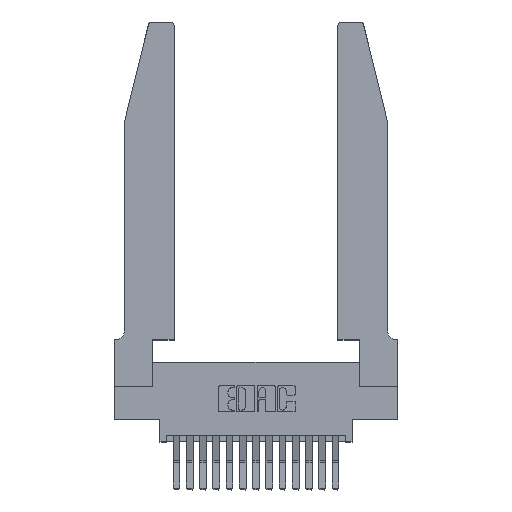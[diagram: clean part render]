
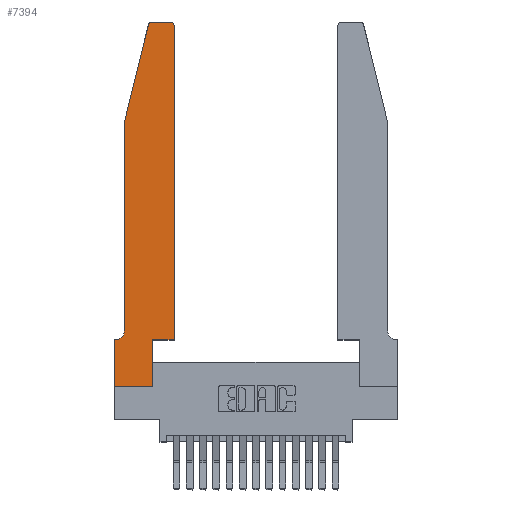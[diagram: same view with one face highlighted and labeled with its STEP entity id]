
A CAD part, top view. The second image highlights one B-rep face of the part: STEP entity #7394.
In plain terms, the highlighted planar face has unit normal (0, 0, 1).
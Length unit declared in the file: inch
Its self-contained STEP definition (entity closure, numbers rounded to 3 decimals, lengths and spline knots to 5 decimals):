
#215 = ORIENTED_EDGE ( 'NONE', *, *, #7335, .T. ) ;
#356 = DIRECTION ( 'NONE',  ( 1., 0., 0. ) ) ;
#384 = LINE ( 'NONE', #3045, #11836 ) ;
#631 = EDGE_CURVE ( 'NONE', #16189, #8694, #1184, .T. ) ;
#774 = VECTOR ( 'NONE', #15057, 39.37008 ) ;
#883 = CARTESIAN_POINT ( 'NONE',  ( 0.2865, 0., 0.37 ) ) ;
#1035 = VERTEX_POINT ( 'NONE', #14923 ) ;
#1106 = ORIENTED_EDGE ( 'NONE', *, *, #2089, .T. ) ;
#1184 = CIRCLE ( 'NONE', #14779, 0.07 ) ;
#1552 = DIRECTION ( 'NONE',  ( 0., 0., 1. ) ) ;
#1571 = LINE ( 'NONE', #8971, #11572 ) ;
#1823 = CARTESIAN_POINT ( 'NONE',  ( 0.0755, 2., 0.37 ) ) ;
#2089 = EDGE_CURVE ( 'NONE', #17819, #10430, #384, .T. ) ;
#2197 = LINE ( 'NONE', #4617, #5832 ) ;
#3045 = CARTESIAN_POINT ( 'NONE',  ( 0.0755, 2., 0.37 ) ) ;
#3395 = VECTOR ( 'NONE', #9934, 39.37008 ) ;
#3764 = EDGE_CURVE ( 'NONE', #17479, #11139, #1571, .T. ) ;
#3865 = AXIS2_PLACEMENT_3D ( 'NONE', #13251, #4541, #14702 ) ;
#3900 = CARTESIAN_POINT ( 'NONE',  ( 0., 0.35, 0.37 ) ) ;
#4035 = CARTESIAN_POINT ( 'NONE',  ( 0., 0., 0.37 ) ) ;
#4061 = ORIENTED_EDGE ( 'NONE', *, *, #14941, .T. ) ;
#4367 = LINE ( 'NONE', #17110, #3395 ) ;
#4525 = ORIENTED_EDGE ( 'NONE', *, *, #9877, .T. ) ;
#4541 = DIRECTION ( 'NONE',  ( 0., 0., 1. ) ) ;
#4617 = CARTESIAN_POINT ( 'NONE',  ( 0.4505, 0.35, 0.37 ) ) ;
#4945 = CIRCLE ( 'NONE', #5999, 0.03 ) ;
#5183 = DIRECTION ( 'NONE',  ( -1., 0., 0. ) ) ;
#5733 = DIRECTION ( 'NONE',  ( -1., 0., 0. ) ) ;
#5832 = VECTOR ( 'NONE', #19013, 39.37008 ) ;
#5935 = EDGE_LOOP ( 'NONE', ( #15835, #215, #1106, #6203, #11156, #13481, #4061, #14364, #18716, #10358, #10379, #4525 ) ) ;
#5999 = AXIS2_PLACEMENT_3D ( 'NONE', #18050, #9436, #356 ) ;
#6203 = ORIENTED_EDGE ( 'NONE', *, *, #14175, .T. ) ;
#6415 = CARTESIAN_POINT ( 'NONE',  ( 0.0755, 2., 0.37 ) ) ;
#6675 = CARTESIAN_POINT ( 'NONE',  ( 0.0055, 0.35, 0.37 ) ) ;
#6788 = CARTESIAN_POINT ( 'NONE',  ( 0.0055, 0.42, 0.37 ) ) ;
#6965 = CARTESIAN_POINT ( 'NONE',  ( 0.4505, 0.35, 0.37 ) ) ;
#7136 = CARTESIAN_POINT ( 'NONE',  ( 0.284, 2.75, 0.37 ) ) ;
#7335 = EDGE_CURVE ( 'NONE', #10170, #17819, #9635, .T. ) ;
#7394 = ADVANCED_FACE ( 'NONE', ( #15465 ), #19074, .T. ) ;
#7826 = EDGE_CURVE ( 'NONE', #8694, #12562, #8271, .T. ) ;
#7895 = AXIS2_PLACEMENT_3D ( 'NONE', #9054, #1552, #11919 ) ;
#8271 = LINE ( 'NONE', #10432, #12043 ) ;
#8342 = VECTOR ( 'NONE', #14088, 39.37008 ) ;
#8615 = VERTEX_POINT ( 'NONE', #16573 ) ;
#8694 = VERTEX_POINT ( 'NONE', #6675 ) ;
#8833 = LINE ( 'NONE', #13581, #13548 ) ;
#8971 = CARTESIAN_POINT ( 'NONE',  ( 0., 0., 0.37 ) ) ;
#9054 = CARTESIAN_POINT ( 'NONE',  ( 0., 0.35, 0.37 ) ) ;
#9436 = DIRECTION ( 'NONE',  ( 0., 0., 1. ) ) ;
#9458 = LINE ( 'NONE', #14352, #13254 ) ;
#9635 = CIRCLE ( 'NONE', #3865, 0.03 ) ;
#9877 = EDGE_CURVE ( 'NONE', #8615, #13343, #4945, .T. ) ;
#9934 = DIRECTION ( 'NONE',  ( 0., 1., 0. ) ) ;
#10170 = VERTEX_POINT ( 'NONE', #7136 ) ;
#10358 = ORIENTED_EDGE ( 'NONE', *, *, #11700, .T. ) ;
#10379 = ORIENTED_EDGE ( 'NONE', *, *, #16712, .T. ) ;
#10430 = VERTEX_POINT ( 'NONE', #6415 ) ;
#10432 = CARTESIAN_POINT ( 'NONE',  ( 0.0755, 0.35, 0.37 ) ) ;
#11139 = VERTEX_POINT ( 'NONE', #883 ) ;
#11156 = ORIENTED_EDGE ( 'NONE', *, *, #631, .T. ) ;
#11572 = VECTOR ( 'NONE', #18308, 39.37008 ) ;
#11700 = EDGE_CURVE ( 'NONE', #1035, #18121, #13031, .T. ) ;
#11701 = CARTESIAN_POINT ( 'NONE',  ( 0.4205, 2.75, 0.37 ) ) ;
#11745 = EDGE_CURVE ( 'NONE', #11139, #1035, #4367, .T. ) ;
#11836 = VECTOR ( 'NONE', #14998, 39.37008 ) ;
#11919 = DIRECTION ( 'NONE',  ( 1., 0., 0. ) ) ;
#12043 = VECTOR ( 'NONE', #18995, 39.37008 ) ;
#12562 = VERTEX_POINT ( 'NONE', #3900 ) ;
#13031 = LINE ( 'NONE', #6965, #8342 ) ;
#13251 = CARTESIAN_POINT ( 'NONE',  ( 0.284, 2.72, 0.37 ) ) ;
#13254 = VECTOR ( 'NONE', #5733, 39.37008 ) ;
#13343 = VERTEX_POINT ( 'NONE', #11701 ) ;
#13481 = ORIENTED_EDGE ( 'NONE', *, *, #7826, .T. ) ;
#13548 = VECTOR ( 'NONE', #15014, 39.37008 ) ;
#13581 = CARTESIAN_POINT ( 'NONE',  ( 0., 0., 0.37 ) ) ;
#14088 = DIRECTION ( 'NONE',  ( 1., 0., 0. ) ) ;
#14175 = EDGE_CURVE ( 'NONE', #10430, #16189, #16485, .T. ) ;
#14352 = CARTESIAN_POINT ( 'NONE',  ( 0.2605, 2.75, 0.37 ) ) ;
#14364 = ORIENTED_EDGE ( 'NONE', *, *, #3764, .T. ) ;
#14702 = DIRECTION ( 'NONE',  ( 1., 0., 0. ) ) ;
#14779 = AXIS2_PLACEMENT_3D ( 'NONE', #6788, #16805, #5183 ) ;
#14923 = CARTESIAN_POINT ( 'NONE',  ( 0.2865, 0.35, 0.37 ) ) ;
#14941 = EDGE_CURVE ( 'NONE', #12562, #17479, #8833, .T. ) ;
#14998 = DIRECTION ( 'NONE',  ( -0.239, -0.971, 0. ) ) ;
#15014 = DIRECTION ( 'NONE',  ( 0., -1., 0. ) ) ;
#15057 = DIRECTION ( 'NONE',  ( 0., -1., 0. ) ) ;
#15465 = FACE_OUTER_BOUND ( 'NONE', #5935, .T. ) ;
#15804 = CARTESIAN_POINT ( 'NONE',  ( 0.0755, 0.42, 0.37 ) ) ;
#15835 = ORIENTED_EDGE ( 'NONE', *, *, #16527, .T. ) ;
#16189 = VERTEX_POINT ( 'NONE', #15804 ) ;
#16422 = CARTESIAN_POINT ( 'NONE',  ( 0.4505, 0.35, 0.37 ) ) ;
#16485 = LINE ( 'NONE', #1823, #774 ) ;
#16527 = EDGE_CURVE ( 'NONE', #13343, #10170, #9458, .T. ) ;
#16573 = CARTESIAN_POINT ( 'NONE',  ( 0.4505, 2.72, 0.37 ) ) ;
#16712 = EDGE_CURVE ( 'NONE', #18121, #8615, #2197, .T. ) ;
#16805 = DIRECTION ( 'NONE',  ( 0., 0., -1. ) ) ;
#17110 = CARTESIAN_POINT ( 'NONE',  ( 0.2865, 0.35, 0.37 ) ) ;
#17479 = VERTEX_POINT ( 'NONE', #4035 ) ;
#17819 = VERTEX_POINT ( 'NONE', #18312 ) ;
#18050 = CARTESIAN_POINT ( 'NONE',  ( 0.4205, 2.72, 0.37 ) ) ;
#18121 = VERTEX_POINT ( 'NONE', #16422 ) ;
#18308 = DIRECTION ( 'NONE',  ( 1., 0., 0. ) ) ;
#18312 = CARTESIAN_POINT ( 'NONE',  ( 0.25487, 2.72718, 0.37 ) ) ;
#18716 = ORIENTED_EDGE ( 'NONE', *, *, #11745, .T. ) ;
#18995 = DIRECTION ( 'NONE',  ( -1., 0., 0. ) ) ;
#19013 = DIRECTION ( 'NONE',  ( 0., 1., 0. ) ) ;
#19074 = PLANE ( 'NONE',  #7895 ) ;
